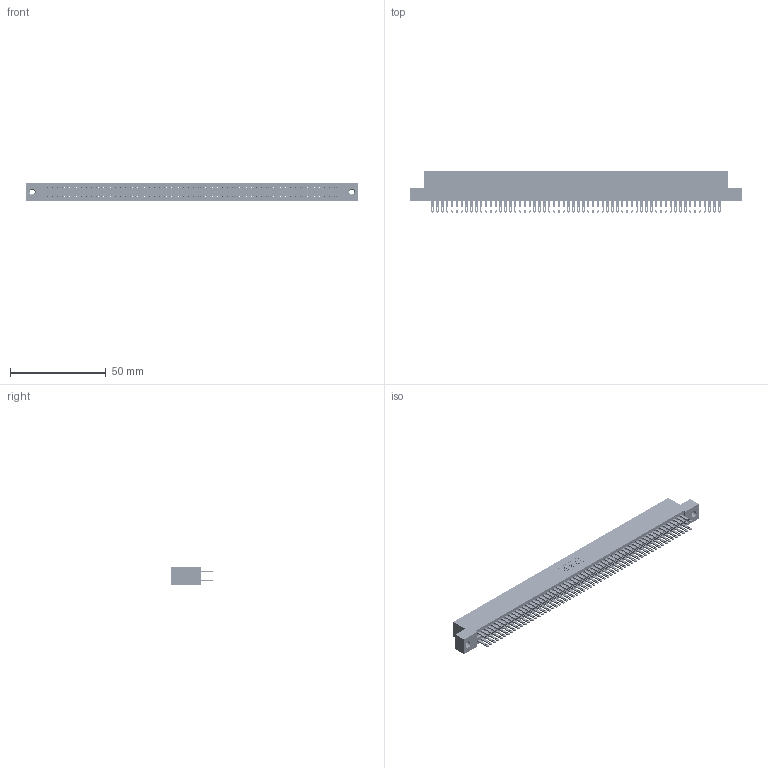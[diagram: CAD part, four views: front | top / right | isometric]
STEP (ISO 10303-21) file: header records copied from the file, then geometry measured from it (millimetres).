
FILE_DESCRIPTION (( 'STEP AP203' ), '1' );
FILE_NAME ('345-120-500-207.STEP', '2019-11-05T23:11:51', ( '' ), ( '' ), 'SwSTEP 2.0', 'SolidWorks 2016', '' );
FILE_SCHEMA (( 'CONFIG_CONTROL_DESIGN' ));
Length unit declared in the file: inch
Products named in the file (4): 345 Part_Flush Mounting Lugs - 0.156 Dia-TI; 345-292-001_345-293-100; 345-120-500-207; 345-250-001_345-250-005-103
Assembly tree (123 placements, depth 2):
  345-120-500-207
    345 Part_Flush Mounting Lugs - 0.156 Dia-TI
    345-292-001_345-293-100  x120
    345-250-001_345-250-005-103  x2
Bounding box: 173.61 x 21.51 x 9.4 mm (x, y, z)
Volume: 17384.8 mm3; surface area: 27298.1 mm2
Topology: 123 solids, 123 shells, 5706 faces, 17397 edges, 11590 vertices
Faces by surface type: plane 3352, cylinder 2338, cone 12, torus 4
Entity records: 45770 total; most frequent: CARTESIAN_POINT 7635, ORIENTED_EDGE 7562, DIRECTION 6739, EDGE_CURVE 3781, LINE 3385, VECTOR 3385, VERTEX_POINT 2516, AXIS2_PLACEMENT_3D 1677
